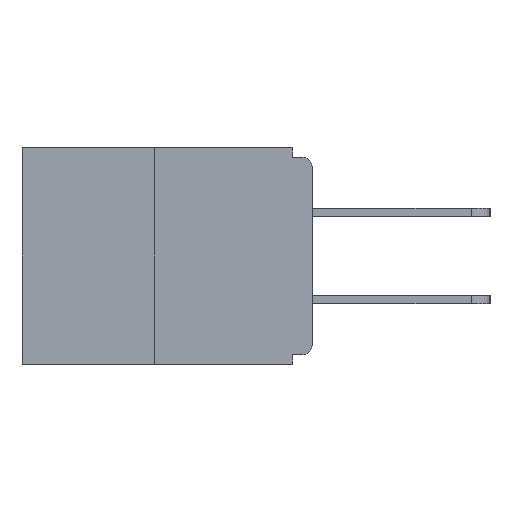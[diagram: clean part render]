
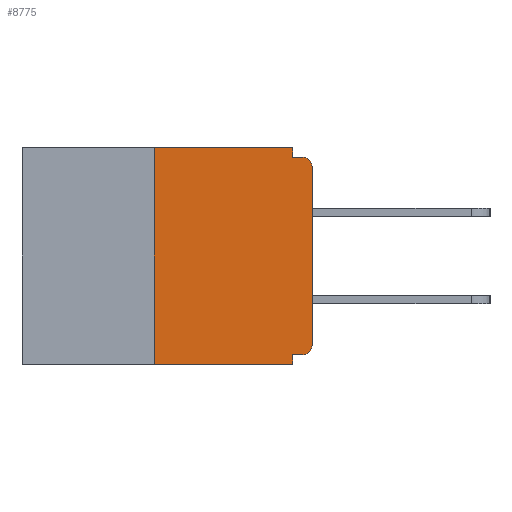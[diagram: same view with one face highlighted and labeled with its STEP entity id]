
A CAD part, left-side view. The second image highlights one B-rep face of the part: STEP entity #8775.
In plain terms, the highlighted planar face has unit normal (-1, 0, 0).
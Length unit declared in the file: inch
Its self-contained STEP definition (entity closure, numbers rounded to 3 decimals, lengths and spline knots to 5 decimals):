
#142 = LINE ( 'NONE', #10162, #12237 ) ;
#302 = DIRECTION ( 'NONE',  ( 0., 0., -1. ) ) ;
#498 = ORIENTED_EDGE ( 'NONE', *, *, #11343, .T. ) ;
#546 = CARTESIAN_POINT ( 'NONE',  ( 0., 0.46, 0. ) ) ;
#680 = AXIS2_PLACEMENT_3D ( 'NONE', #9813, #3826, #302 ) ;
#681 = EDGE_CURVE ( 'NONE', #10959, #15171, #7780, .T. ) ;
#719 = VERTEX_POINT ( 'NONE', #1661 ) ;
#984 = ORIENTED_EDGE ( 'NONE', *, *, #7809, .T. ) ;
#1189 = LINE ( 'NONE', #14124, #3716 ) ;
#1225 = LINE ( 'NONE', #9982, #7954 ) ;
#1630 = EDGE_CURVE ( 'NONE', #3290, #3872, #3825, .T. ) ;
#1661 = CARTESIAN_POINT ( 'NONE',  ( 0., 0.25, -0.343 ) ) ;
#2410 = EDGE_CURVE ( 'NONE', #10959, #5912, #13580, .T. ) ;
#3290 = VERTEX_POINT ( 'NONE', #9011 ) ;
#3319 = VERTEX_POINT ( 'NONE', #3566 ) ;
#3363 = VECTOR ( 'NONE', #12953, 39.37008 ) ;
#3566 = CARTESIAN_POINT ( 'NONE',  ( 0., 0.031, -0.343 ) ) ;
#3716 = VECTOR ( 'NONE', #7364, 39.37008 ) ;
#3821 = CIRCLE ( 'NONE', #680, 0.015 ) ;
#3825 = LINE ( 'NONE', #546, #7133 ) ;
#3826 = DIRECTION ( 'NONE',  ( -1., 0., 0. ) ) ;
#3872 = VERTEX_POINT ( 'NONE', #13789 ) ;
#4663 = VECTOR ( 'NONE', #12347, 39.37008 ) ;
#4739 = FACE_OUTER_BOUND ( 'NONE', #12361, .T. ) ;
#5350 = CARTESIAN_POINT ( 'NONE',  ( 0., 0., -0.313 ) ) ;
#5436 = CARTESIAN_POINT ( 'NONE',  ( 0., 0.031, -0.343 ) ) ;
#5452 = EDGE_CURVE ( 'NONE', #719, #3319, #13855, .T. ) ;
#5455 = EDGE_CURVE ( 'NONE', #3872, #9148, #1189, .T. ) ;
#5591 = AXIS2_PLACEMENT_3D ( 'NONE', #15154, #12690, #8095 ) ;
#5797 = ORIENTED_EDGE ( 'NONE', *, *, #5452, .T. ) ;
#5898 = DIRECTION ( 'NONE',  ( 0., 0., -1. ) ) ;
#5912 = VERTEX_POINT ( 'NONE', #5350 ) ;
#6138 = VECTOR ( 'NONE', #11715, 39.37008 ) ;
#6202 = DIRECTION ( 'NONE',  ( 0., -1., 0. ) ) ;
#6407 = LINE ( 'NONE', #5436, #12876 ) ;
#6893 = CARTESIAN_POINT ( 'NONE',  ( 0., 0.031, -0.328 ) ) ;
#7133 = VECTOR ( 'NONE', #6202, 39.37008 ) ;
#7364 = DIRECTION ( 'NONE',  ( 0., 0., -1. ) ) ;
#7408 = LINE ( 'NONE', #12911, #6138 ) ;
#7464 = EDGE_CURVE ( 'NONE', #15171, #3319, #6407, .T. ) ;
#7717 = VERTEX_POINT ( 'NONE', #13156 ) ;
#7780 = LINE ( 'NONE', #11120, #4663 ) ;
#7809 = EDGE_CURVE ( 'NONE', #7717, #12584, #3821, .T. ) ;
#7954 = VECTOR ( 'NONE', #15002, 39.37008 ) ;
#8095 = DIRECTION ( 'NONE',  ( 0., 0., -1. ) ) ;
#8099 = ORIENTED_EDGE ( 'NONE', *, *, #681, .F. ) ;
#8775 = ADVANCED_FACE ( 'NONE', ( #4739 ), #10329, .F. ) ;
#9011 = CARTESIAN_POINT ( 'NONE',  ( 0., 0.25, 0. ) ) ;
#9148 = VERTEX_POINT ( 'NONE', #15170 ) ;
#9215 = CARTESIAN_POINT ( 'NONE',  ( 0., 0.015, -0.015 ) ) ;
#9410 = DIRECTION ( 'NONE',  ( -1., 0., 0. ) ) ;
#9538 = CARTESIAN_POINT ( 'NONE',  ( 0., 0.015, -0.328 ) ) ;
#9567 = ORIENTED_EDGE ( 'NONE', *, *, #1630, .F. ) ;
#9813 = CARTESIAN_POINT ( 'NONE',  ( 0., 0.015, -0.03 ) ) ;
#9982 = CARTESIAN_POINT ( 'NONE',  ( 0., 0., 0. ) ) ;
#10162 = CARTESIAN_POINT ( 'NONE',  ( 0., 0.25, 0. ) ) ;
#10234 = ORIENTED_EDGE ( 'NONE', *, *, #5455, .F. ) ;
#10329 = PLANE ( 'NONE',  #5591 ) ;
#10489 = ORIENTED_EDGE ( 'NONE', *, *, #2410, .T. ) ;
#10512 = EDGE_CURVE ( 'NONE', #9148, #12584, #7408, .T. ) ;
#10959 = VERTEX_POINT ( 'NONE', #9538 ) ;
#11120 = CARTESIAN_POINT ( 'NONE',  ( 0., 0., -0.328 ) ) ;
#11124 = ORIENTED_EDGE ( 'NONE', *, *, #7464, .F. ) ;
#11206 = ORIENTED_EDGE ( 'NONE', *, *, #11710, .F. ) ;
#11343 = EDGE_CURVE ( 'NONE', #5912, #7717, #1225, .T. ) ;
#11710 = EDGE_CURVE ( 'NONE', #719, #3290, #142, .T. ) ;
#11715 = DIRECTION ( 'NONE',  ( 0., -1., 0. ) ) ;
#12237 = VECTOR ( 'NONE', #13648, 39.37008 ) ;
#12347 = DIRECTION ( 'NONE',  ( 0., 1., 0. ) ) ;
#12361 = EDGE_LOOP ( 'NONE', ( #9567, #11206, #5797, #11124, #8099, #10489, #498, #984, #13489, #10234 ) ) ;
#12584 = VERTEX_POINT ( 'NONE', #9215 ) ;
#12690 = DIRECTION ( 'NONE',  ( 1., 0., 0. ) ) ;
#12854 = CARTESIAN_POINT ( 'NONE',  ( 0., 0.46, -0.343 ) ) ;
#12876 = VECTOR ( 'NONE', #13612, 39.37008 ) ;
#12911 = CARTESIAN_POINT ( 'NONE',  ( 0., 0., -0.015 ) ) ;
#12947 = CARTESIAN_POINT ( 'NONE',  ( 0., 0.015, -0.313 ) ) ;
#12953 = DIRECTION ( 'NONE',  ( 0., -1., 0. ) ) ;
#13156 = CARTESIAN_POINT ( 'NONE',  ( 0., 0., -0.03 ) ) ;
#13484 = AXIS2_PLACEMENT_3D ( 'NONE', #12947, #9410, #5898 ) ;
#13489 = ORIENTED_EDGE ( 'NONE', *, *, #10512, .F. ) ;
#13580 = CIRCLE ( 'NONE', #13484, 0.015 ) ;
#13612 = DIRECTION ( 'NONE',  ( 0., 0., -1. ) ) ;
#13648 = DIRECTION ( 'NONE',  ( 0., 0., 1. ) ) ;
#13789 = CARTESIAN_POINT ( 'NONE',  ( 0., 0.031, 0. ) ) ;
#13855 = LINE ( 'NONE', #12854, #3363 ) ;
#14124 = CARTESIAN_POINT ( 'NONE',  ( 0., 0.031, 0. ) ) ;
#15002 = DIRECTION ( 'NONE',  ( 0., 0., 1. ) ) ;
#15154 = CARTESIAN_POINT ( 'NONE',  ( 0., 0.46, 0. ) ) ;
#15170 = CARTESIAN_POINT ( 'NONE',  ( 0., 0.031, -0.015 ) ) ;
#15171 = VERTEX_POINT ( 'NONE', #6893 ) ;
